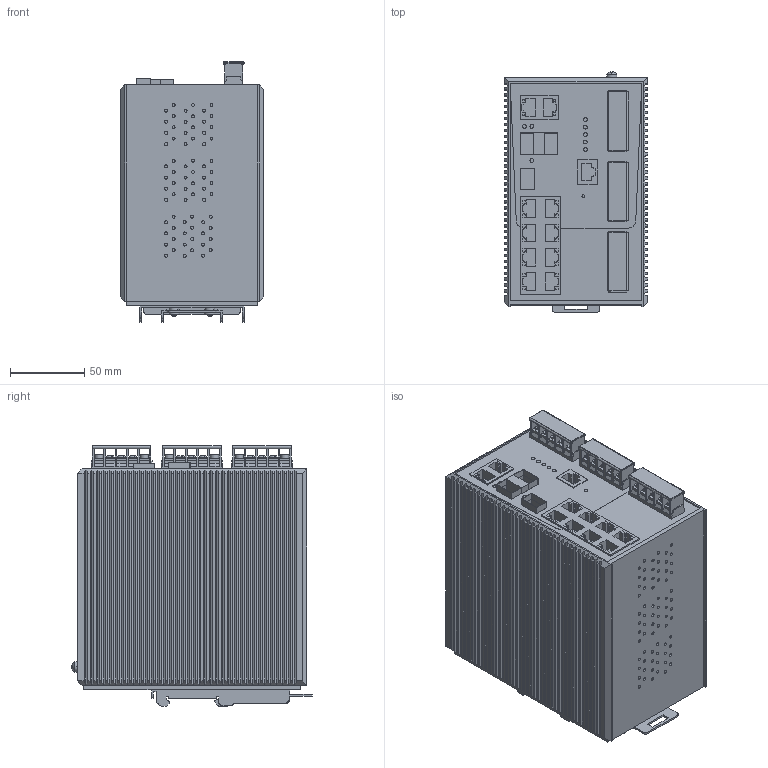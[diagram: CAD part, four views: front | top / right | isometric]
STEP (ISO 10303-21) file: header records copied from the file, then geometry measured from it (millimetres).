
FILE_DESCRIPTION(('CATIA V5 STEP Exchange','CAx-IF Rec.Pracs.--- Model Styling and Organization---1.4--- 2014-01-23'),'2;1');
FILE_NAME ('D1501893_0', '2021-09-02T12:58:48+00:00', ('none'), ('Weidmueller'), 'CATIA Version 5-6 Release 2016 SP3 HF44', 'CATIA V5 STEP AP214', 'none');
FILE_SCHEMA(('AUTOMOTIVE_DESIGN { 1 0 10303 214 1 1 1 1 }'));
Products named in the file (1): S3D_IE_SW_SL10M_7TX_3GC_HV
Bounding box: 96.4 x 161.64 x 175.15 mm (x, y, z)
Volume: 2120670.6 mm3; surface area: 224155.6 mm2
Topology: 54 solids, 54 shells, 2439 faces, 6301 edges, 4197 vertices
Faces by surface type: plane 1911, cylinder 419, extrusion 81, torus 18, revolution 8, sphere 2
Entity records: 71850 total; most frequent: CARTESIAN_POINT 15058, ORIENTED_EDGE 12602, DIRECTION 8358, EDGE_CURVE 6301, VECTOR 4784, LINE 4703, VERTEX_POINT 4197, EDGE_LOOP 2702
